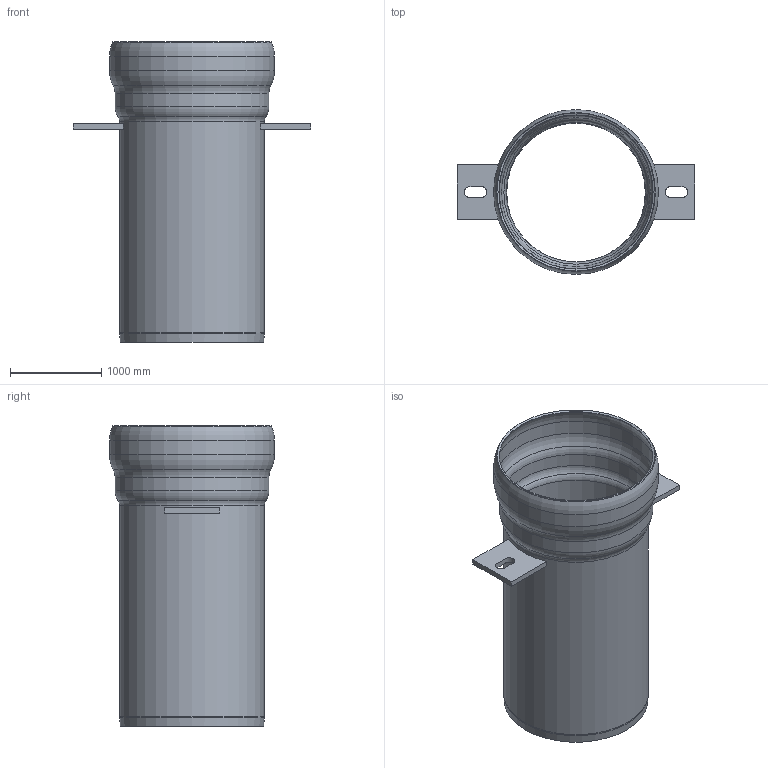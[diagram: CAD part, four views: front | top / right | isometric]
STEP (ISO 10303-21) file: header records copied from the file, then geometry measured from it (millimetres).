
FILE_DESCRIPTION(/* description */ (''),/* implementation_level */ '2;1');
FILE_NAME(/* name */ '82614.150X_3D.stp',/* time_stamp */ '2024-12-11T08:40:24+01:00',/* author */ ('CAD'),/* organization */ (''),/* preprocessor_version */ 'ST-DEVELOPER v20',/* originating_system */ 'AutoCAD Mechanical',/* authorisation */ '');
FILE_SCHEMA (('AUTOMOTIVE_DESIGN { 1 0 10303 214 3 1 1 }'));
Length unit declared in the file: centimetre
Products named in the file (2): Product; *S0
Assembly tree (1 placements, depth 2):
  Product
    *S0
Bounding box: 2604.79 x 1810 x 3300 mm (x, y, z)
Volume: 451742833.6 mm3; surface area: 35200231.5 mm2
Topology: 3 solids, 3 shells, 38 faces, 94 edges, 60 vertices
Faces by surface type: torus 12, plane 10, cone 8, cylinder 6, bspline 2
Full cylindrical faces by diameter (mm): 1540 x1, 1590 x1, 1640 x1, 1690 x1
Entity records: 2481 total; most frequent: CARTESIAN_POINT 1481, DIRECTION 224, ORIENTED_EDGE 188, AXIS2_PLACEMENT_3D 95, EDGE_CURVE 94, VERTEX_POINT 60, CIRCLE 56, EDGE_LOOP 42
